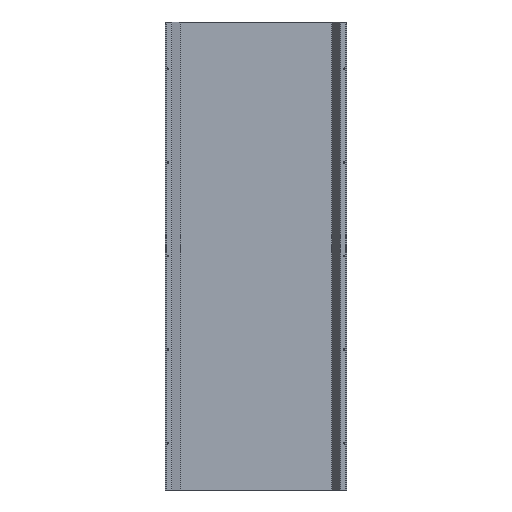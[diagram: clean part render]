
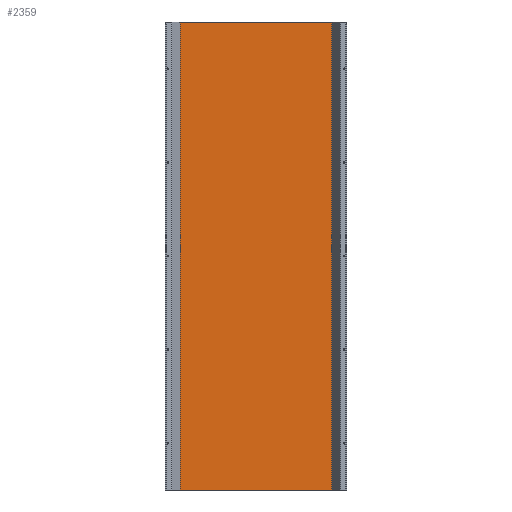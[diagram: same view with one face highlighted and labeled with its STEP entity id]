
A CAD part, front view. The second image highlights one B-rep face of the part: STEP entity #2359.
In plain terms, the highlighted planar face has unit normal (0, -1, 0).
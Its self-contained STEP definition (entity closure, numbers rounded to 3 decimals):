
#202 = LINE ( 'NONE', #271, #1495 ) ;
#260 = DIRECTION ( 'NONE',  ( 1., 0., 0. ) ) ;
#271 = CARTESIAN_POINT ( 'NONE',  ( 252.099, -1.5, 775. ) ) ;
#353 = EDGE_CURVE ( 'NONE', #2228, #2783, #626, .T. ) ;
#355 = EDGE_CURVE ( 'NONE', #1080, #1389, #2829, .T. ) ;
#387 = LINE ( 'NONE', #1105, #1094 ) ;
#546 = CARTESIAN_POINT ( 'NONE',  ( -250.366, -1.5, 775. ) ) ;
#626 = LINE ( 'NONE', #1723, #1841 ) ;
#952 = CARTESIAN_POINT ( 'NONE',  ( -250.366, -1.5, -775. ) ) ;
#1080 = VERTEX_POINT ( 'NONE', #1821 ) ;
#1094 = VECTOR ( 'NONE', #1363, 1000. ) ;
#1105 = CARTESIAN_POINT ( 'NONE',  ( 252.099, -1.5, -775. ) ) ;
#1185 = VECTOR ( 'NONE', #1639, 1000. ) ;
#1221 = ORIENTED_EDGE ( 'NONE', *, *, #1942, .T. ) ;
#1257 = CARTESIAN_POINT ( 'NONE',  ( 252.099, -1.5, 775. ) ) ;
#1363 = DIRECTION ( 'NONE',  ( 1., 0., 0. ) ) ;
#1389 = VERTEX_POINT ( 'NONE', #1674 ) ;
#1495 = VECTOR ( 'NONE', #260, 1000. ) ;
#1639 = DIRECTION ( 'NONE',  ( 0., 0., -1. ) ) ;
#1655 = CARTESIAN_POINT ( 'NONE',  ( 250.366, -1.5, 775. ) ) ;
#1674 = CARTESIAN_POINT ( 'NONE',  ( 250.366, -1.5, -775. ) ) ;
#1675 = DIRECTION ( 'NONE',  ( 0., 0., -1. ) ) ;
#1723 = CARTESIAN_POINT ( 'NONE',  ( -250.366, -1.5, 775. ) ) ;
#1821 = CARTESIAN_POINT ( 'NONE',  ( 250.366, -1.5, 775. ) ) ;
#1841 = VECTOR ( 'NONE', #1675, 1000. ) ;
#1864 = EDGE_LOOP ( 'NONE', ( #1221, #2790, #2595, #2597 ) ) ;
#1942 = EDGE_CURVE ( 'NONE', #2783, #1389, #387, .T. ) ;
#2003 = EDGE_CURVE ( 'NONE', #2228, #1080, #202, .T. ) ;
#2200 = FACE_OUTER_BOUND ( 'NONE', #1864, .T. ) ;
#2228 = VERTEX_POINT ( 'NONE', #546 ) ;
#2359 = ADVANCED_FACE ( 'NONE', ( #2200 ), #2847, .F. ) ;
#2595 = ORIENTED_EDGE ( 'NONE', *, *, #2003, .F. ) ;
#2597 = ORIENTED_EDGE ( 'NONE', *, *, #353, .T. ) ;
#2765 = DIRECTION ( 'NONE',  ( -1., 0., 0. ) ) ;
#2771 = DIRECTION ( 'NONE',  ( 0., 1., 0. ) ) ;
#2783 = VERTEX_POINT ( 'NONE', #952 ) ;
#2790 = ORIENTED_EDGE ( 'NONE', *, *, #355, .F. ) ;
#2829 = LINE ( 'NONE', #1655, #1185 ) ;
#2847 = PLANE ( 'NONE',  #2871 ) ;
#2871 = AXIS2_PLACEMENT_3D ( 'NONE', #1257, #2771, #2765 ) ;
